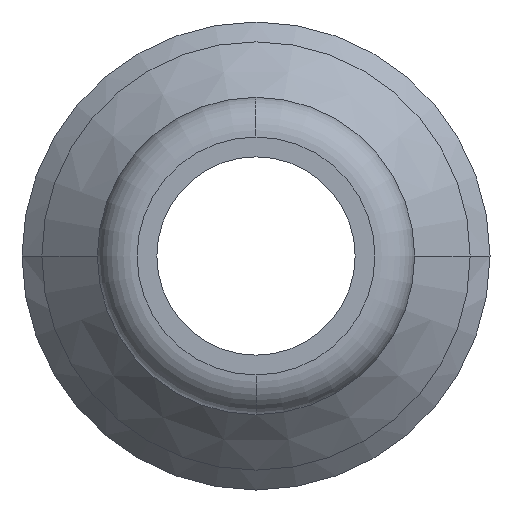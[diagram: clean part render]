
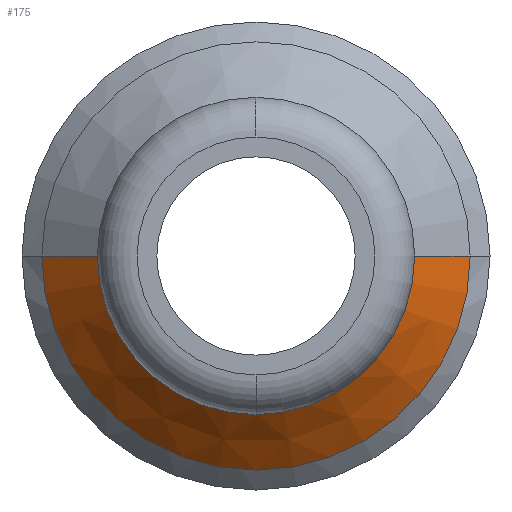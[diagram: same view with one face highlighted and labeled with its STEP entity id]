
A CAD part, front view. The second image highlights one B-rep face of the part: STEP entity #175.
In plain terms, the highlighted conical face has half-angle 45 degrees and reference radius 4.7 mm.
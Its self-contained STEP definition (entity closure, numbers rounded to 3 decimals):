
#175=ADVANCED_FACE('',(#353),#354,.T.);
#353=FACE_OUTER_BOUND('',#522,.T.);
#354=CONICAL_SURFACE('',#523,4.7,0.785);
#522=EDGE_LOOP('',(#932,#933,#934,#935));
#523=AXIS2_PLACEMENT_3D('',#936,#937,#938);
#932=ORIENTED_EDGE('',*,*,#1083,.F.);
#933=ORIENTED_EDGE('',*,*,#981,.T.);
#934=ORIENTED_EDGE('',*,*,#1084,.F.);
#935=ORIENTED_EDGE('',*,*,#1063,.F.);
#936=CARTESIAN_POINT('',(0.0,6.1,0.0));
#937=DIRECTION('',(-0.0,1.0,-0.0));
#938=DIRECTION('',(1.0,0.0,0.0));
#981=EDGE_CURVE('',#1160,#1166,#1168,.T.);
#1063=EDGE_CURVE('',#1218,#1221,#1280,.T.);
#1083=EDGE_CURVE('',#1160,#1218,#1302,.T.);
#1084=EDGE_CURVE('',#1221,#1166,#1303,.T.);
#1160=VERTEX_POINT('',#1393);
#1166=VERTEX_POINT('',#1400);
#1168=CIRCLE('',#1403,4.0);
#1218=VERTEX_POINT('',#1459);
#1221=VERTEX_POINT('',#1463);
#1280=CIRCLE('',#1533,5.4);
#1302=LINE('',#1559,#1560);
#1303=LINE('',#1561,#1562);
#1393=CARTESIAN_POINT('',(4.0,5.4,0.0));
#1400=CARTESIAN_POINT('',(-4.0,5.4,0.));
#1403=AXIS2_PLACEMENT_3D('',#1640,#1641,#1642);
#1459=CARTESIAN_POINT('',(5.4,6.8,0.0));
#1463=CARTESIAN_POINT('',(-5.4,6.8,0.));
#1533=AXIS2_PLACEMENT_3D('',#1778,#1779,#1780);
#1559=CARTESIAN_POINT('',(4.7,6.1,0.));
#1560=VECTOR('',#1803,1.0);
#1561=CARTESIAN_POINT('',(-4.7,6.1,0.));
#1562=VECTOR('',#1804,1.0);
#1640=CARTESIAN_POINT('',(0.0,5.4,0.0));
#1641=DIRECTION('',(-0.0,1.0,0.0));
#1642=DIRECTION('',(1.0,0.0,0.0));
#1778=CARTESIAN_POINT('',(0.0,6.8,0.0));
#1779=DIRECTION('',(-0.0,1.0,0.0));
#1780=DIRECTION('',(1.0,0.0,0.0));
#1803=DIRECTION('',(0.707,0.707,0.));
#1804=DIRECTION('',(0.707,-0.707,0.));
